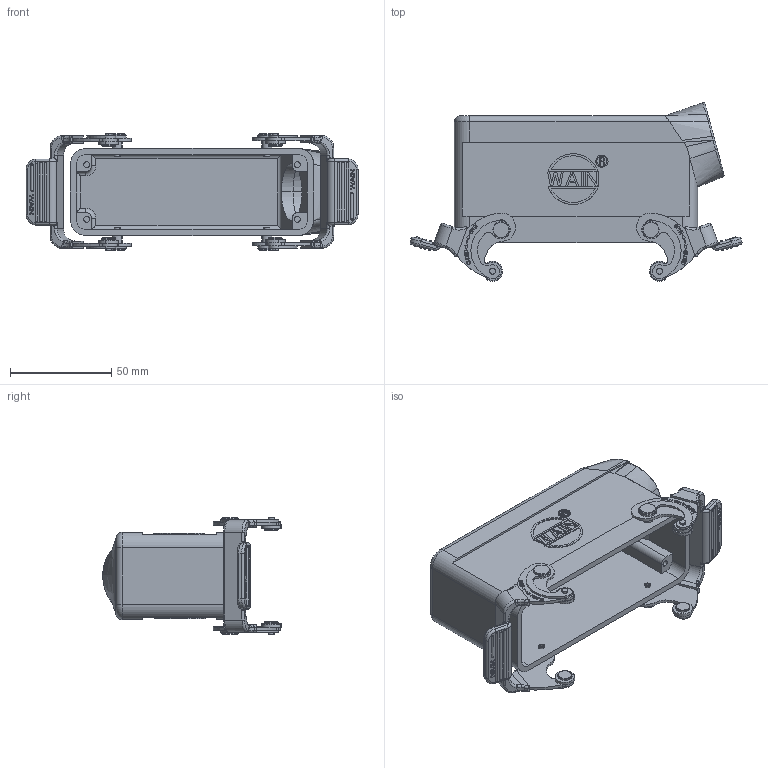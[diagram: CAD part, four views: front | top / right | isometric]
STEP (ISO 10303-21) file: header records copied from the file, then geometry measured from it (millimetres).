
FILE_DESCRIPTION((''),'2;1');
FILE_NAME('ASM0029_ASM','2020-10-14T',('dn.ye'),(''),'PRO/ENGINEER BY PARAMETRIC TECHNOLOGY CORPORATION, 2012480','PRO/ENGINEER BY PARAMETRIC TECHNOLOGY CORPORATION, 2012480','');
FILE_SCHEMA(('CONFIG_CONTROL_DESIGN'));
Products named in the file (30): PRT0057; PRT0058; PRT0059; PRT0060; PRT0061; ASM0036_ASM; PRT0062; PRT0063; PRT0064; PRT0065; PRT0066; ASM0035_ASM; ASM0034_ASM; PRT0067; PRT0068; PRT0069; PRT0070; ASM0039_ASM; PRT0071; PRT0072; PRT0073; PRT0074; PRT0075; ASM0038_ASM; ASM0037_ASM; ASM0033_ASM; ASM0032_ASM; ASM0031_ASM; ASM0030_ASM; ASM0029_ASM
Assembly tree (37 placements, depth 9):
  ASM0029_ASM
    ASM0030_ASM
      ASM0031_ASM
        ASM0032_ASM
          ASM0033_ASM
            PRT0057
            ASM0034_ASM
              ASM0035_ASM
                ASM0036_ASM
                  PRT0058
                  PRT0059
                  PRT0060
                  PRT0061
                PRT0062
                PRT0063  x2
                PRT0064  x2
                PRT0065  x2
                PRT0066  x2
            ASM0037_ASM
              ASM0038_ASM
                ASM0039_ASM
                  PRT0067
                  PRT0068
                  PRT0069
                  PRT0070
                PRT0071
                PRT0072  x2
                PRT0073  x2
                PRT0074  x2
                PRT0075  x2
Bounding box: 163.89 x 88.16 x 57.5 mm (x, y, z)
Volume: 88882.7 mm3; surface area: 73971.4 mm2
Topology: 23 solids, 23 shells, 1627 faces, 4382 edges, 2942 vertices
Faces by surface type: plane 843, cylinder 376, extrusion 164, bspline 110, torus 60, cone 42, sphere 32
Entity records: 55858 total; most frequent: CARTESIAN_POINT 17112, ORIENTED_EDGE 8256, DIRECTION 7334, EDGE_CURVE 4128, VERTEX_POINT 2772, VECTOR 2590, LINE 2426, AXIS2_PLACEMENT_3D 2372
